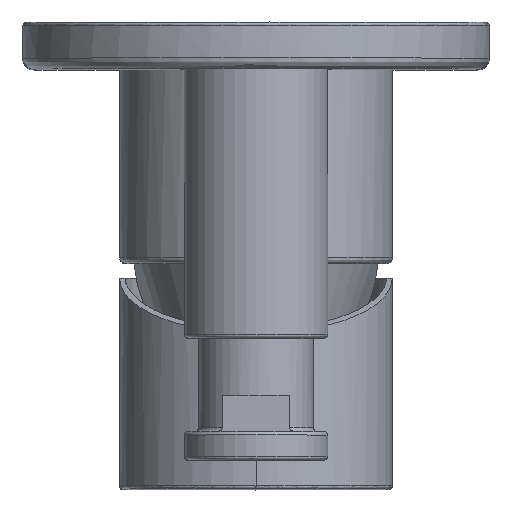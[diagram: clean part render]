
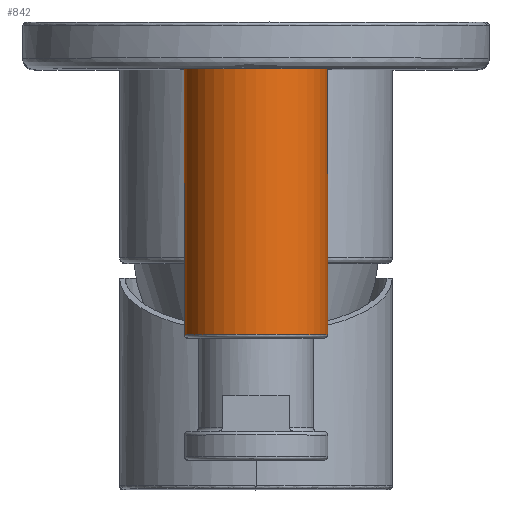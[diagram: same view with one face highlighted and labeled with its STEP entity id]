
A CAD part, top view. The second image highlights one B-rep face of the part: STEP entity #842.
In plain terms, the highlighted cylindrical face has radius 10 mm (diameter 20 mm), a partial arc.
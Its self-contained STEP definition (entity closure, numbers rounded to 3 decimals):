
#842=ADVANCED_FACE('',(#1562),#11309,.T.);
#1562=FACE_OUTER_BOUND('',#2324,.T.);
#2324=EDGE_LOOP('',(#5941,#5942,#5943,#5944));
#5941=ORIENTED_EDGE('',*,*,#7921,.T.);
#5942=ORIENTED_EDGE('',*,*,#7924,.T.);
#5943=ORIENTED_EDGE('',*,*,#7923,.T.);
#5944=ORIENTED_EDGE('',*,*,#7922,.T.);
#7921=EDGE_CURVE('',#11058,#11059,#8281,.T.);
#7922=EDGE_CURVE('',#11055,#11058,#9867,.T.);
#7923=EDGE_CURVE('',#11054,#11055,#8282,.T.);
#7924=EDGE_CURVE('',#11059,#11054,#9868,.T.);
#8281=(
BOUNDED_CURVE()
B_SPLINE_CURVE(2,(#25911,#25912,#25913,#25914,#25915),.UNSPECIFIED.,.F.,
 .F.)
B_SPLINE_CURVE_WITH_KNOTS((3,2,3),(-31.416,-15.708,
0.),.UNSPECIFIED.)
CURVE()
GEOMETRIC_REPRESENTATION_ITEM()
RATIONAL_B_SPLINE_CURVE((1.,0.707,1.,0.707,1.))
REPRESENTATION_ITEM('')
);
#8282=(
BOUNDED_CURVE()
B_SPLINE_CURVE(2,(#25918,#25919,#25920,#25921,#25922),.UNSPECIFIED.,.F.,
 .F.)
B_SPLINE_CURVE_WITH_KNOTS((3,2,3),(-31.416,-15.708,
0.),.UNSPECIFIED.)
CURVE()
GEOMETRIC_REPRESENTATION_ITEM()
RATIONAL_B_SPLINE_CURVE((1.,0.707,1.,0.707,1.))
REPRESENTATION_ITEM('')
);
#9867=B_SPLINE_CURVE_WITH_KNOTS('',1,(#25916,#25917),.UNSPECIFIED.,.F.,
 .F.,(2,2),(-43.5,0.),.UNSPECIFIED.);
#9868=B_SPLINE_CURVE_WITH_KNOTS('',1,(#25923,#25924),.UNSPECIFIED.,.F.,
 .F.,(2,2),(-43.5,0.),.UNSPECIFIED.);
#11054=VERTEX_POINT('',#25891);
#11055=VERTEX_POINT('',#25892);
#11058=VERTEX_POINT('',#25895);
#11059=VERTEX_POINT('',#25896);
#11309=CYLINDRICAL_SURFACE('',#12657,10.);
#12657=AXIS2_PLACEMENT_3D('',#25613,#13315,$);
#13315=DIRECTION('',(0.,1.,0.));
#25613=CARTESIAN_POINT('',(0.,21.75,0.));
#25891=CARTESIAN_POINT('',(-10.,0.,0.));
#25892=CARTESIAN_POINT('',(10.,0.,0.));
#25895=CARTESIAN_POINT('',(10.,43.5,0.));
#25896=CARTESIAN_POINT('',(-10.,43.5,0.));
#25911=CARTESIAN_POINT('',(10.,43.5,0.));
#25912=CARTESIAN_POINT('',(10.,43.5,10.));
#25913=CARTESIAN_POINT('',(0.,43.5,10.));
#25914=CARTESIAN_POINT('',(-10.,43.5,10.));
#25915=CARTESIAN_POINT('',(-10.,43.5,0.));
#25916=CARTESIAN_POINT('',(10.,0.,0.));
#25917=CARTESIAN_POINT('',(10.,43.5,0.));
#25918=CARTESIAN_POINT('',(-10.,0.,0.));
#25919=CARTESIAN_POINT('',(-10.,0.,10.));
#25920=CARTESIAN_POINT('',(0.,0.,10.));
#25921=CARTESIAN_POINT('',(10.,0.,10.));
#25922=CARTESIAN_POINT('',(10.,0.,0.));
#25923=CARTESIAN_POINT('',(-10.,43.5,0.));
#25924=CARTESIAN_POINT('',(-10.,0.,0.));
